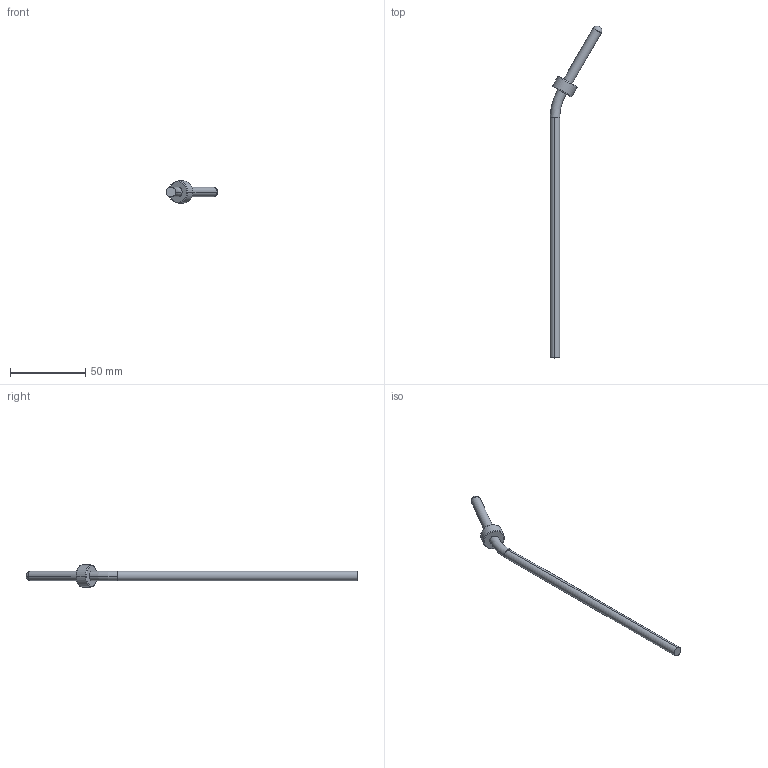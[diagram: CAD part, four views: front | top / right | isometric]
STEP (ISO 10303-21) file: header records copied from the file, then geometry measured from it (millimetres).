
FILE_DESCRIPTION (( 'STEP AP203' ), '1' );
FILE_NAME ('VMS 60deg BCCK Modified Tandem.STEP', '2023-10-05T21:16:52', ( '' ), ( '' ), 'SwSTEP 2.0', 'SolidWorks 2018', '' );
FILE_SCHEMA (( 'CONFIG_CONTROL_DESIGN' ));
Length unit declared in the file: millimetre
Products named in the file (1): VMS 60deg BCCK Modified Tandem
Bounding box: 34.44 x 221.23 x 14.66 mm (x, y, z)
Volume: 8240.3 mm3; surface area: 5037.6 mm2
Topology: 1 solids, 1 shells, 17 faces, 38 edges, 23 vertices
Faces by surface type: torus 6, cylinder 6, plane 3, sphere 2
Entity records: 533 total; most frequent: DIRECTION 98, CARTESIAN_POINT 73, ORIENTED_EDGE 68, AXIS2_PLACEMENT_3D 46, EDGE_CURVE 34, CIRCLE 28, VERTEX_POINT 21, EDGE_LOOP 19
